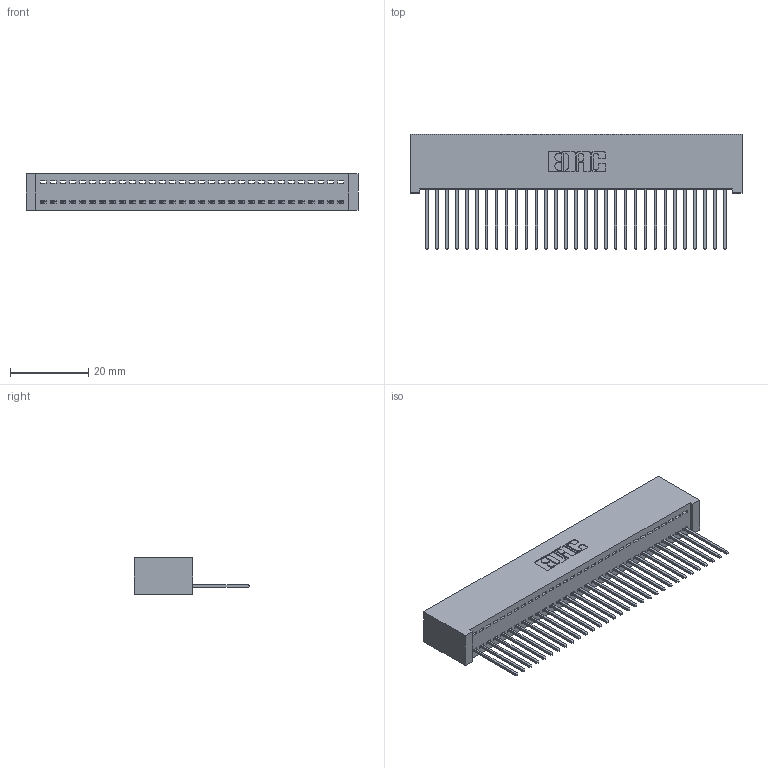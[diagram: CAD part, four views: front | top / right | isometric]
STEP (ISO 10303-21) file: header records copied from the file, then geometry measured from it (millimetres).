
FILE_DESCRIPTION (( 'STEP AP203' ), '1' );
FILE_NAME ('392-031-540-101.STEP', '2018-08-15T23:14:21', ( '' ), ( '' ), 'SwSTEP 2.0', 'SolidWorks 2016', '' );
FILE_SCHEMA (( 'CONFIG_CONTROL_DESIGN' ));
Length unit declared in the file: inch
Products named in the file (3): 342 Part_Lugless; 345-292-001_345-293-140; 392-031-540-101
Assembly tree (32 placements, depth 2):
  392-031-540-101
    342 Part_Lugless
    345-292-001_345-293-140  x31
Bounding box: 84.99 x 29.47 x 9.4 mm (x, y, z)
Volume: 7862.2 mm3; surface area: 11953.5 mm2
Topology: 32 solids, 32 shells, 1900 faces, 5731 edges, 3778 vertices
Faces by surface type: plane 1364, cylinder 536
Entity records: 19983 total; most frequent: CARTESIAN_POINT 3455, ORIENTED_EDGE 3422, DIRECTION 2929, EDGE_CURVE 1711, LINE 1591, VECTOR 1591, VERTEX_POINT 1138, AXIS2_PLACEMENT_3D 669
